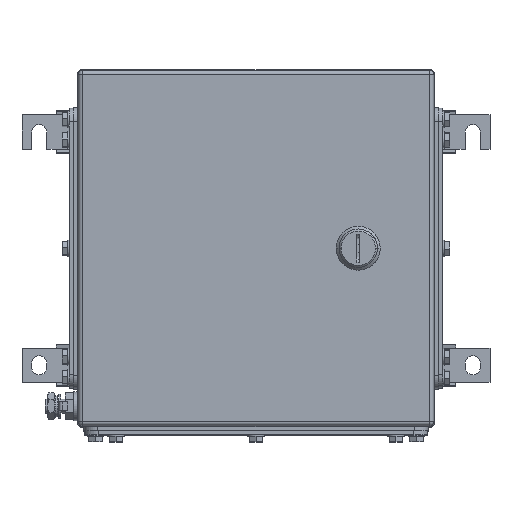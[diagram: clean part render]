
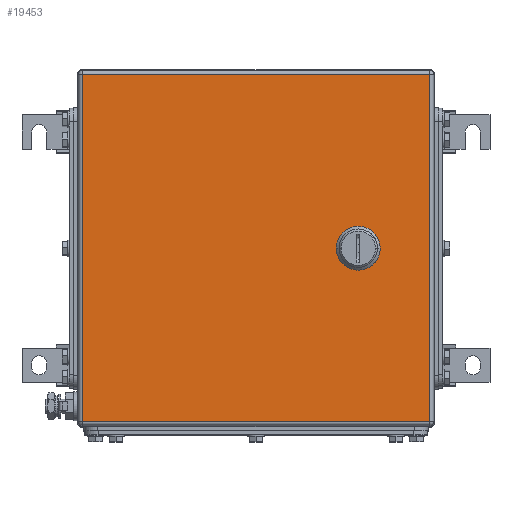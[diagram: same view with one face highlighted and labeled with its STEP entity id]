
A CAD part, top view. The second image highlights one B-rep face of the part: STEP entity #19453.
In plain terms, the highlighted planar face has unit normal (0, 0, 1).
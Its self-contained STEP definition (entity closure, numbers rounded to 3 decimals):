
#18481=AXIS2_PLACEMENT_3D('Circle Axis2P3D',#18479,#18480,$) ;
#18529=AXIS2_PLACEMENT_3D('Circle Axis2P3D',#18527,#18528,$) ;
#18548=AXIS2_PLACEMENT_3D('Circle Axis2P3D',#18546,#18547,$) ;
#19422=AXIS2_PLACEMENT_3D('Circle Axis2P3D',#19420,#19421,$) ;
#19435=AXIS2_PLACEMENT_3D('Plane Axis2P3D',#19432,#19433,#19434) ;
#18340=CARTESIAN_POINT('Vertex',(255.05,135.944,203.5)) ;
#18343=CARTESIAN_POINT('Line Origine',(255.05,141.,203.5)) ;
#18347=CARTESIAN_POINT('Vertex',(255.05,146.056,203.5)) ;
#18476=CARTESIAN_POINT('Vertex',(250.056,130.95,203.5)) ;
#18479=CARTESIAN_POINT('Axis2P3D Location',(245.,141.,203.5)) ;
#18500=CARTESIAN_POINT('Vertex',(239.944,130.95,203.5)) ;
#18503=CARTESIAN_POINT('Line Origine',(245.,130.95,203.5)) ;
#18524=CARTESIAN_POINT('Vertex',(234.95,135.944,203.5)) ;
#18527=CARTESIAN_POINT('Axis2P3D Location',(245.,141.,203.5)) ;
#18543=CARTESIAN_POINT('Vertex',(239.944,151.05,203.5)) ;
#18546=CARTESIAN_POINT('Axis2P3D Location',(245.,141.,203.5)) ;
#18550=CARTESIAN_POINT('Vertex',(234.95,146.056,203.5)) ;
#18574=CARTESIAN_POINT('Vertex',(297.,267.5,203.5)) ;
#18590=CARTESIAN_POINT('Vertex',(44.,267.5,203.5)) ;
#18593=CARTESIAN_POINT('Line Origine',(168.4,267.5,203.5)) ;
#18628=CARTESIAN_POINT('Vertex',(44.,14.5,203.5)) ;
#18631=CARTESIAN_POINT('Line Origine',(44.,141.,203.5)) ;
#18666=CARTESIAN_POINT('Vertex',(297.,14.5,203.5)) ;
#18669=CARTESIAN_POINT('Line Origine',(170.5,14.5,203.5)) ;
#18705=CARTESIAN_POINT('Line Origine',(297.,141.,203.5)) ;
#19340=CARTESIAN_POINT('Vertex',(250.056,151.05,203.5)) ;
#19343=CARTESIAN_POINT('Line Origine',(245.,151.05,203.5)) ;
#19360=CARTESIAN_POINT('Line Origine',(234.95,141.,203.5)) ;
#19420=CARTESIAN_POINT('Axis2P3D Location',(245.,141.,203.5)) ;
#19432=CARTESIAN_POINT('Axis2P3D Location',(170.5,141.,203.5)) ;
#18344=DIRECTION('Vector Direction',(0.,-1.,0.)) ;
#18480=DIRECTION('Axis2P3D Direction',(0.,0.,1.)) ;
#18504=DIRECTION('Vector Direction',(1.,0.,0.)) ;
#18528=DIRECTION('Axis2P3D Direction',(0.,0.,1.)) ;
#18547=DIRECTION('Axis2P3D Direction',(0.,0.,1.)) ;
#18594=DIRECTION('Vector Direction',(1.,0.,0.)) ;
#18632=DIRECTION('Vector Direction',(0.,-1.,0.)) ;
#18670=DIRECTION('Vector Direction',(1.,0.,0.)) ;
#18706=DIRECTION('Vector Direction',(0.,1.,0.)) ;
#19344=DIRECTION('Vector Direction',(1.,0.,0.)) ;
#19361=DIRECTION('Vector Direction',(0.,1.,0.)) ;
#19421=DIRECTION('Axis2P3D Direction',(0.,0.,1.)) ;
#19433=DIRECTION('Axis2P3D Direction',(0.,0.,1.)) ;
#19434=DIRECTION('Axis2P3D XDirection',(1.,0.,0.)) ;
#18345=VECTOR('Line Direction',#18344,1.) ;
#18505=VECTOR('Line Direction',#18504,1.) ;
#18595=VECTOR('Line Direction',#18594,1.) ;
#18633=VECTOR('Line Direction',#18632,1.) ;
#18671=VECTOR('Line Direction',#18670,1.) ;
#18707=VECTOR('Line Direction',#18706,1.) ;
#19345=VECTOR('Line Direction',#19344,1.) ;
#19362=VECTOR('Line Direction',#19361,1.) ;
#19438=ORIENTED_EDGE('',*,*,#18597,.T.) ;
#19439=ORIENTED_EDGE('',*,*,#18635,.T.) ;
#19440=ORIENTED_EDGE('',*,*,#18673,.T.) ;
#19441=ORIENTED_EDGE('',*,*,#18709,.T.) ;
#19444=ORIENTED_EDGE('',*,*,#18483,.F.) ;
#19445=ORIENTED_EDGE('',*,*,#18507,.F.) ;
#19446=ORIENTED_EDGE('',*,*,#18531,.F.) ;
#19447=ORIENTED_EDGE('',*,*,#19364,.T.) ;
#19448=ORIENTED_EDGE('',*,*,#18552,.F.) ;
#19449=ORIENTED_EDGE('',*,*,#19347,.T.) ;
#19450=ORIENTED_EDGE('',*,*,#19424,.F.) ;
#19451=ORIENTED_EDGE('',*,*,#18349,.T.) ;
#19452=FACE_BOUND('',#19443,.T.) ;
#19453=ADVANCED_FACE('1199980000.2\\ZUB_KTB_QL_262620_3GP_AllCATPart.2\\ZUB_DE_KTB_QL_260x260.1\\DE_KTB_MH_PART_MASTER.1\\Koerper.2',(#19442,#19452),#19436,.T.) ;
#18482=CIRCLE('generated circle',#18481,11.25) ;
#18530=CIRCLE('generated circle',#18529,11.25) ;
#18549=CIRCLE('generated circle',#18548,11.25) ;
#19423=CIRCLE('generated circle',#19422,11.25) ;
#18349=EDGE_CURVE('',#18348,#18341,#18346,.T.) ;
#18483=EDGE_CURVE('',#18477,#18341,#18482,.T.) ;
#18507=EDGE_CURVE('',#18501,#18477,#18506,.T.) ;
#18531=EDGE_CURVE('',#18525,#18501,#18530,.T.) ;
#18552=EDGE_CURVE('',#18544,#18551,#18549,.T.) ;
#18597=EDGE_CURVE('',#18575,#18591,#18596,.F.) ;
#18635=EDGE_CURVE('',#18591,#18629,#18634,.T.) ;
#18673=EDGE_CURVE('',#18629,#18667,#18672,.T.) ;
#18709=EDGE_CURVE('',#18667,#18575,#18708,.T.) ;
#19347=EDGE_CURVE('',#18544,#19341,#19346,.T.) ;
#19364=EDGE_CURVE('',#18525,#18551,#19363,.T.) ;
#19424=EDGE_CURVE('',#18348,#19341,#19423,.T.) ;
#19437=EDGE_LOOP('',(#19438,#19439,#19440,#19441)) ;
#19443=EDGE_LOOP('',(#19444,#19445,#19446,#19447,#19448,#19449,#19450,#19451)) ;
#19442=FACE_OUTER_BOUND('',#19437,.T.) ;
#18346=LINE('Line',#18343,#18345) ;
#18506=LINE('Line',#18503,#18505) ;
#18596=LINE('Line',#18593,#18595) ;
#18634=LINE('Line',#18631,#18633) ;
#18672=LINE('Line',#18669,#18671) ;
#18708=LINE('Line',#18705,#18707) ;
#19346=LINE('Line',#19343,#19345) ;
#19363=LINE('Line',#19360,#19362) ;
#19436=PLANE('',#19435) ;
#18341=VERTEX_POINT('',#18340) ;
#18348=VERTEX_POINT('',#18347) ;
#18477=VERTEX_POINT('',#18476) ;
#18501=VERTEX_POINT('',#18500) ;
#18525=VERTEX_POINT('',#18524) ;
#18544=VERTEX_POINT('',#18543) ;
#18551=VERTEX_POINT('',#18550) ;
#18575=VERTEX_POINT('',#18574) ;
#18591=VERTEX_POINT('',#18590) ;
#18629=VERTEX_POINT('',#18628) ;
#18667=VERTEX_POINT('',#18666) ;
#19341=VERTEX_POINT('',#19340) ;
